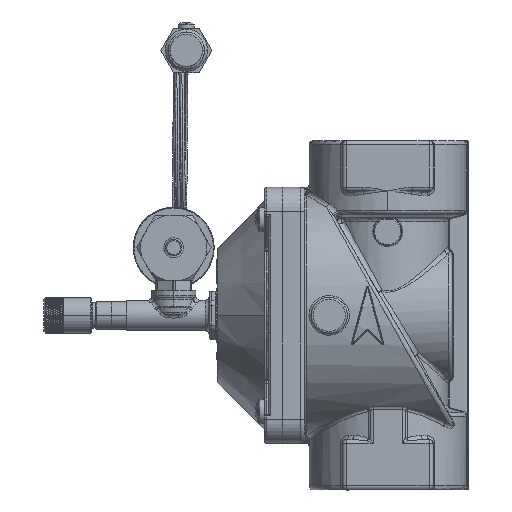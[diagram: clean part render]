
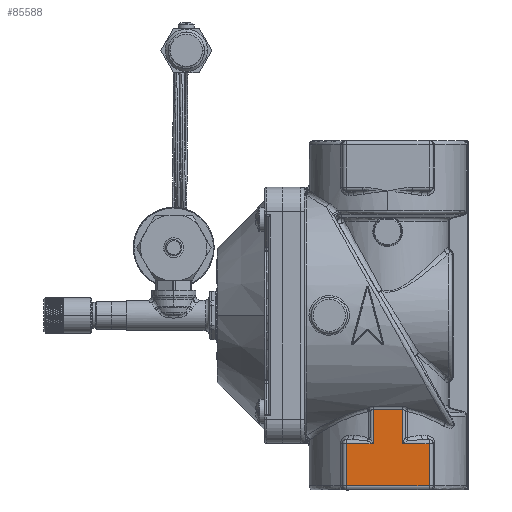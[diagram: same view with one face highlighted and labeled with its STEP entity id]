
A CAD part, left-side view. The second image highlights one B-rep face of the part: STEP entity #85588.
In plain terms, the highlighted planar face has unit normal (-1, 0, 0).
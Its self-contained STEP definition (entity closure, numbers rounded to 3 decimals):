
#128 = CARTESIAN_POINT ( 'NONE',  ( -39., -74.5, -86.5 ) ) ;
#2965 = DIRECTION ( 'NONE',  ( 0., 1., 0. ) ) ;
#7581 = CARTESIAN_POINT ( 'NONE',  ( -39., -31.5, -63.5 ) ) ;
#10341 = CARTESIAN_POINT ( 'NONE',  ( -39., -74.5, -63.5 ) ) ;
#19081 = CARTESIAN_POINT ( 'NONE',  ( -39., -59.239, -46.508 ) ) ;
#20655 = ORIENTED_EDGE ( 'NONE', *, *, #132037, .T. ) ;
#20989 = VECTOR ( 'NONE', #45619, 1000. ) ;
#21976 = DIRECTION ( 'NONE',  ( 0., 1., 0. ) ) ;
#22566 = VECTOR ( 'NONE', #21976, 1000. ) ;
#22817 = ORIENTED_EDGE ( 'NONE', *, *, #108275, .T. ) ;
#29470 = VERTEX_POINT ( 'NONE', #125101 ) ;
#29539 = EDGE_CURVE ( 'Defeature completata2_626+Defeature completata2_616+Defeature completata2_527+Defeature completata2_704', #37808, #29470, #90743, .T. ) ;
#30462 = CARTESIAN_POINT ( 'NONE',  ( -39., -74.5, -46.508 ) ) ;
#32278 = CARTESIAN_POINT ( 'NONE',  ( -39., -59.239, -45.596 ) ) ;
#33456 = CARTESIAN_POINT ( 'NONE',  ( -39., -72.5, -86.5 ) ) ;
#34397 = VERTEX_POINT ( 'NONE', #133898 ) ;
#37808 = VERTEX_POINT ( 'NONE', #19081 ) ;
#38351 = VECTOR ( 'NONE', #39187, 1000. ) ;
#39187 = DIRECTION ( 'NONE',  ( 0., 0., -1. ) ) ;
#40505 = DIRECTION ( 'NONE',  ( 0., -1., 0. ) ) ;
#43684 = DIRECTION ( 'NONE',  ( 0., 0., 1. ) ) ;
#44027 = ORIENTED_EDGE ( 'NONE', *, *, #131210, .T. ) ;
#45447 = LINE ( 'NONE', #10341, #109531 ) ;
#45619 = DIRECTION ( 'NONE',  ( 0., 0., 1. ) ) ;
#46686 = PLANE ( 'NONE',  #130903 ) ;
#53439 = LINE ( 'NONE', #77903, #38351 ) ;
#56338 = LINE ( 'NONE', #33456, #20989 ) ;
#56655 = ORIENTED_EDGE ( 'NONE', *, *, #29539, .T. ) ;
#56800 = VERTEX_POINT ( 'NONE', #98388 ) ;
#61680 = VECTOR ( 'NONE', #43684, 1000. ) ;
#64185 = CARTESIAN_POINT ( 'NONE',  ( -39., -74.5, -84.5 ) ) ;
#65124 = CARTESIAN_POINT ( 'NONE',  ( -39., -31.5, -84.5 ) ) ;
#65171 = VECTOR ( 'NONE', #2965, 1000. ) ;
#68120 = LINE ( 'NONE', #32278, #61680 ) ;
#68874 = LINE ( 'NONE', #115453, #119740 ) ;
#71035 = ORIENTED_EDGE ( 'NONE', *, *, #104494, .T. ) ;
#74752 = ORIENTED_EDGE ( 'NONE', *, *, #143506, .T. ) ;
#77903 = CARTESIAN_POINT ( 'NONE',  ( -39., -31.5, -86.5 ) ) ;
#80666 = VERTEX_POINT ( 'NONE', #106543 ) ;
#85588 = ADVANCED_FACE ( 'Defeature completata2_626', ( #116216 ), #46686, .T. ) ;
#90743 = LINE ( 'NONE', #30462, #22566 ) ;
#92582 = DIRECTION ( 'NONE',  ( 0., 0., 1. ) ) ;
#93273 = ORIENTED_EDGE ( 'NONE', *, *, #104674, .T. ) ;
#95412 = CARTESIAN_POINT ( 'NONE',  ( -39., -74.5, -63.5 ) ) ;
#98388 = CARTESIAN_POINT ( 'NONE',  ( -39., -72.5, -63.5 ) ) ;
#99968 = CARTESIAN_POINT ( 'NONE',  ( -39., -59.239, -63.5 ) ) ;
#104033 = DIRECTION ( 'NONE',  ( 0., 0., -1. ) ) ;
#104494 = EDGE_CURVE ( 'Defeature completata2_626+Defeature completata2_629+Defeature completata2_705+Defeature completata2_630', #111063, #120978, #53439, .T. ) ;
#104674 = EDGE_CURVE ( 'Defeature completata2_626+Defeature completata2_525+Defeature completata2_526+Defeature completata2_527', #56800, #120401, #130536, .T. ) ;
#106543 = CARTESIAN_POINT ( 'NONE',  ( -39., -72.5, -84.5 ) ) ;
#108275 = EDGE_CURVE ( 'Defeature completata2_626+Defeature completata2_705+Defeature completata2_704+Defeature completata2_629', #34397, #111063, #45447, .T. ) ;
#109531 = VECTOR ( 'NONE', #138645, 1000. ) ;
#111063 = VERTEX_POINT ( 'NONE', #7581 ) ;
#112273 = LINE ( 'NONE', #64185, #136517 ) ;
#112653 = ORIENTED_EDGE ( 'NONE', *, *, #120610, .T. ) ;
#115453 = CARTESIAN_POINT ( 'NONE',  ( -39., -44.761, -63.5 ) ) ;
#116216 = FACE_OUTER_BOUND ( 'NONE', #134913, .T. ) ;
#119740 = VECTOR ( 'NONE', #104033, 1000. ) ;
#120401 = VERTEX_POINT ( 'NONE', #99968 ) ;
#120610 = EDGE_CURVE ( 'Defeature completata2_626+Defeature completata2_526+Defeature completata2_630+Defeature completata2_525', #80666, #56800, #56338, .T. ) ;
#120978 = VERTEX_POINT ( 'NONE', #65124 ) ;
#125101 = CARTESIAN_POINT ( 'NONE',  ( -39., -44.761, -46.508 ) ) ;
#130536 = LINE ( 'NONE', #95412, #65171 ) ;
#130903 = AXIS2_PLACEMENT_3D ( 'NONE', #128, #139143, #92582 ) ;
#131210 = EDGE_CURVE ( 'Defeature completata2_626+Defeature completata2_630+Defeature completata2_629+Defeature completata2_526', #120978, #80666, #112273, .T. ) ;
#132037 = EDGE_CURVE ( 'Defeature completata2_626+Defeature completata2_704+Defeature completata2_616+Defeature completata2_705', #29470, #34397, #68874, .T. ) ;
#133898 = CARTESIAN_POINT ( 'NONE',  ( -39., -44.761, -63.5 ) ) ;
#134913 = EDGE_LOOP ( 'NONE', ( #74752, #56655, #20655, #22817, #71035, #44027, #112653, #93273 ) ) ;
#136517 = VECTOR ( 'NONE', #40505, 1000. ) ;
#138645 = DIRECTION ( 'NONE',  ( 0., 1., 0. ) ) ;
#139143 = DIRECTION ( 'NONE',  ( -1., 0., 0. ) ) ;
#143506 = EDGE_CURVE ( 'Defeature completata2_626+Defeature completata2_527+Defeature completata2_525+Defeature completata2_616', #120401, #37808, #68120, .T. ) ;
